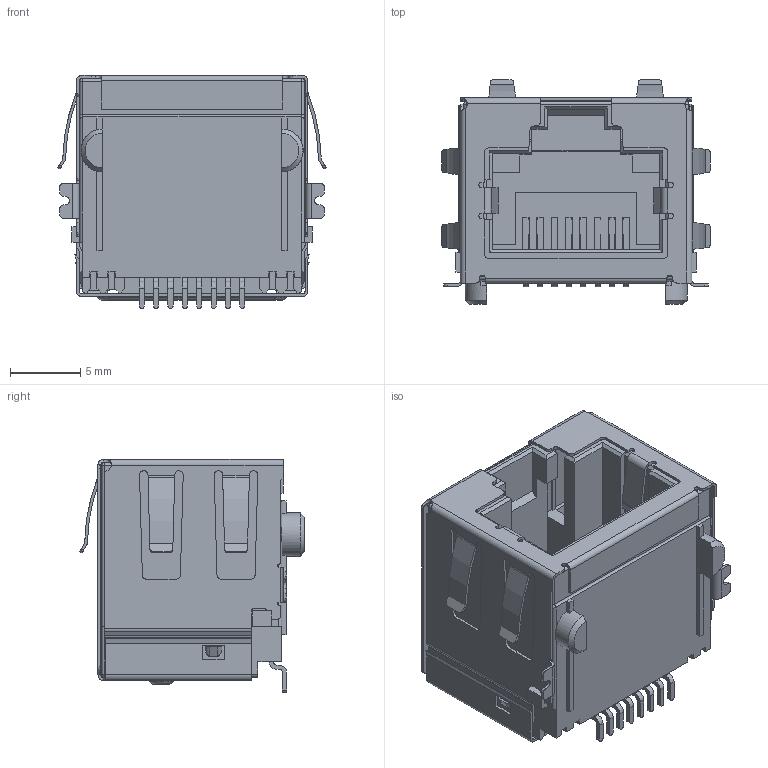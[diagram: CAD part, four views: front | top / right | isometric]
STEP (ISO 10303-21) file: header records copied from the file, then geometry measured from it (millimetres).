
FILE_DESCRIPTION (( 'STEP AP203' ), '1' );
FILE_NAME ('J6D018894L00212.STEP', '2020-03-19T11:08:29', ( '' ), ( '' ), 'SwSTEP 2.0', 'SolidWorks 2016', '' );
FILE_SCHEMA (( 'CONFIG_CONTROL_DESIGN' ));
Length unit declared in the file: millimetre
Products named in the file (4): J6D018894L00212; 6D Contacts; 6D Insulator; 6D Shield_No LED - EMI
Assembly tree (3 placements, depth 2):
  J6D018894L00212
    6D Insulator
    6D Contacts
    6D Shield_No LED - EMI
Bounding box: 19.06 x 15.95 x 16.55 mm (x, y, z)
Volume: 1678.3 mm3; surface area: 4487.2 mm2
Topology: 10 solids, 10 shells, 962 faces, 2698 edges, 1726 vertices
Faces by surface type: plane 653, cylinder 264, bspline 28, torus 11, sphere 4, cone 2
Entity records: 32058 total; most frequent: CARTESIAN_POINT 7007, ORIENTED_EDGE 5384, DIRECTION 4857, EDGE_CURVE 2692, LINE 2105, VECTOR 2105, VERTEX_POINT 1726, AXIS2_PLACEMENT_3D 1376
